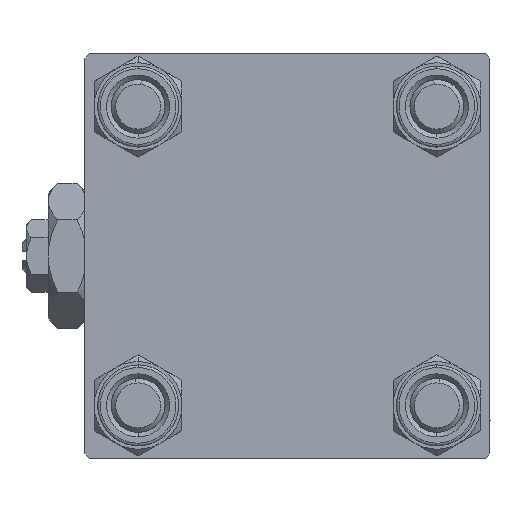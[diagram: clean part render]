
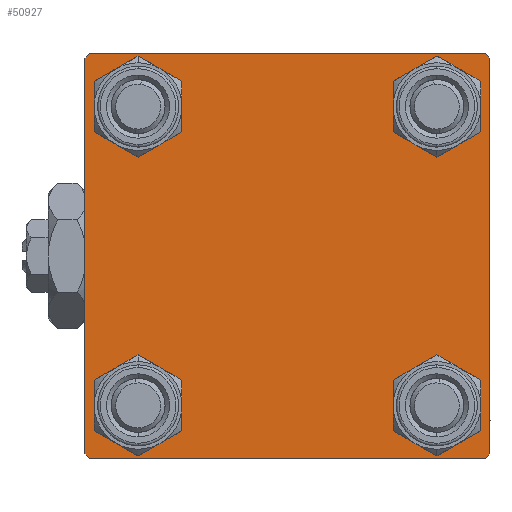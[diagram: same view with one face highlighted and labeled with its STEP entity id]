
A CAD part, left-side view. The second image highlights one B-rep face of the part: STEP entity #50927.
In plain terms, the highlighted planar face has unit normal (-1, 0, 0).
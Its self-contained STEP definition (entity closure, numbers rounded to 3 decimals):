
#367 = CARTESIAN_POINT ( 'NONE',  ( 0., -16.6, -16.6 ) ) ;
#1206 = LINE ( 'NONE', #13373, #16960 ) ;
#1254 = CARTESIAN_POINT ( 'NONE',  ( 0., 22.5, -22.5 ) ) ;
#1295 = CARTESIAN_POINT ( 'NONE',  ( 0., 0., 0. ) ) ;
#1482 = CARTESIAN_POINT ( 'NONE',  ( 0., 22.5, -22. ) ) ;
#1996 = DIRECTION ( 'NONE',  ( 1., 0., 0. ) ) ;
#2170 = VERTEX_POINT ( 'NONE', #1482 ) ;
#2772 = ORIENTED_EDGE ( 'NONE', *, *, #4972, .T. ) ;
#2912 = CARTESIAN_POINT ( 'NONE',  ( 0., -16.6, -16.6 ) ) ;
#3344 = CARTESIAN_POINT ( 'NONE',  ( 0., 16.6, -20.1 ) ) ;
#3610 = DIRECTION ( 'NONE',  ( 0., 0., 1. ) ) ;
#4054 = EDGE_CURVE ( 'NONE', #45900, #33166, #45625, .T. ) ;
#4675 = LINE ( 'NONE', #47901, #49502 ) ;
#4972 = EDGE_CURVE ( 'NONE', #35019, #26482, #6787, .T. ) ;
#4974 = VERTEX_POINT ( 'NONE', #10818 ) ;
#4983 = LINE ( 'NONE', #9439, #51816 ) ;
#5248 = EDGE_LOOP ( 'NONE', ( #22314, #19956 ) ) ;
#5532 = FACE_BOUND ( 'NONE', #20675, .T. ) ;
#5640 = CIRCLE ( 'NONE', #36909, 3.5 ) ;
#6787 = CIRCLE ( 'NONE', #7649, 3.5 ) ;
#7314 = CARTESIAN_POINT ( 'NONE',  ( 0., -16.6, 16.6 ) ) ;
#7510 = CARTESIAN_POINT ( 'NONE',  ( 0., 16.6, 13.1 ) ) ;
#7649 = AXIS2_PLACEMENT_3D ( 'NONE', #47893, #15067, #14801 ) ;
#7948 = EDGE_CURVE ( 'NONE', #27823, #4974, #26484, .T. ) ;
#8557 = DIRECTION ( 'NONE',  ( 0., 0., 1. ) ) ;
#8682 = ORIENTED_EDGE ( 'NONE', *, *, #23456, .T. ) ;
#9229 = DIRECTION ( 'NONE',  ( 0., 0., 1. ) ) ;
#9439 = CARTESIAN_POINT ( 'NONE',  ( 0., 22.25, 22.25 ) ) ;
#9629 = CARTESIAN_POINT ( 'NONE',  ( 0., 22.5, 22. ) ) ;
#10029 = DIRECTION ( 'NONE',  ( 0., 0., 1. ) ) ;
#10289 = DIRECTION ( 'NONE',  ( 1., 0., 0. ) ) ;
#10467 = EDGE_CURVE ( 'NONE', #51287, #42453, #16880, .T. ) ;
#10818 = CARTESIAN_POINT ( 'NONE',  ( 0., -22., 22.5 ) ) ;
#11017 = CARTESIAN_POINT ( 'NONE',  ( 0., -16.6, 13.1 ) ) ;
#11239 = EDGE_CURVE ( 'NONE', #44357, #28978, #4983, .T. ) ;
#12006 = DIRECTION ( 'NONE',  ( 0., 0., 1. ) ) ;
#12410 = DIRECTION ( 'NONE',  ( -1., 0., 0. ) ) ;
#13105 = EDGE_CURVE ( 'NONE', #50916, #24046, #44182, .T. ) ;
#13199 = FACE_BOUND ( 'NONE', #29658, .T. ) ;
#13373 = CARTESIAN_POINT ( 'NONE',  ( 0., -22.25, -22.25 ) ) ;
#13428 = EDGE_LOOP ( 'NONE', ( #19703, #21827 ) ) ;
#13889 = VECTOR ( 'NONE', #31651, 1000. ) ;
#14044 = CARTESIAN_POINT ( 'NONE',  ( 0., -16.6, 20.1 ) ) ;
#14119 = CARTESIAN_POINT ( 'NONE',  ( 0., 22., 22.5 ) ) ;
#14529 = VERTEX_POINT ( 'NONE', #27834 ) ;
#14729 = VECTOR ( 'NONE', #26696, 1000. ) ;
#14801 = DIRECTION ( 'NONE',  ( 0., 0., 1. ) ) ;
#14911 = VERTEX_POINT ( 'NONE', #51791 ) ;
#14934 = DIRECTION ( 'NONE',  ( 0., 0., 1. ) ) ;
#14985 = DIRECTION ( 'NONE',  ( 1., 0., 0. ) ) ;
#15067 = DIRECTION ( 'NONE',  ( 1., 0., 0. ) ) ;
#15372 = DIRECTION ( 'NONE',  ( 0., 0., -1. ) ) ;
#15408 = EDGE_CURVE ( 'NONE', #49025, #14911, #26481, .T. ) ;
#16025 = AXIS2_PLACEMENT_3D ( 'NONE', #30032, #1996, #14934 ) ;
#16506 = DIRECTION ( 'NONE',  ( 1., 0., 0. ) ) ;
#16562 = DIRECTION ( 'NONE',  ( 0., -0.707, 0.707 ) ) ;
#16849 = ORIENTED_EDGE ( 'NONE', *, *, #31893, .F. ) ;
#16880 = LINE ( 'NONE', #1254, #27246 ) ;
#16888 = DIRECTION ( 'NONE',  ( 0., 0.707, -0.707 ) ) ;
#16960 = VECTOR ( 'NONE', #16562, 1000. ) ;
#17178 = FACE_BOUND ( 'NONE', #13428, .T. ) ;
#17595 = ORIENTED_EDGE ( 'NONE', *, *, #11239, .T. ) ;
#18924 = CARTESIAN_POINT ( 'NONE',  ( 0., -22.5, 22. ) ) ;
#19451 = CIRCLE ( 'NONE', #51561, 3.5 ) ;
#19577 = DIRECTION ( 'NONE',  ( 0., -0.707, -0.707 ) ) ;
#19703 = ORIENTED_EDGE ( 'NONE', *, *, #4054, .T. ) ;
#19956 = ORIENTED_EDGE ( 'NONE', *, *, #27998, .T. ) ;
#20675 = EDGE_LOOP ( 'NONE', ( #31572, #41188 ) ) ;
#21174 = LINE ( 'NONE', #50794, #14729 ) ;
#21286 = EDGE_CURVE ( 'NONE', #2170, #51287, #4675, .T. ) ;
#21675 = DIRECTION ( 'NONE',  ( 1., 0., 0. ) ) ;
#21827 = ORIENTED_EDGE ( 'NONE', *, *, #33856, .T. ) ;
#22306 = ORIENTED_EDGE ( 'NONE', *, *, #31514, .F. ) ;
#22314 = ORIENTED_EDGE ( 'NONE', *, *, #13105, .T. ) ;
#22977 = VECTOR ( 'NONE', #38655, 1000. ) ;
#23184 = CARTESIAN_POINT ( 'NONE',  ( 0., -22.5, 22.5 ) ) ;
#23226 = ORIENTED_EDGE ( 'NONE', *, *, #21286, .T. ) ;
#23456 = EDGE_CURVE ( 'NONE', #26482, #35019, #5640, .T. ) ;
#24046 = VERTEX_POINT ( 'NONE', #3344 ) ;
#24539 = DIRECTION ( 'NONE',  ( 0., -1., 0. ) ) ;
#25371 = CARTESIAN_POINT ( 'NONE',  ( 0., 16.6, -13.1 ) ) ;
#26481 = CIRCLE ( 'NONE', #40005, 3.5 ) ;
#26482 = VERTEX_POINT ( 'NONE', #36212 ) ;
#26484 = LINE ( 'NONE', #42630, #22977 ) ;
#26696 = DIRECTION ( 'NONE',  ( 0., -1., 0. ) ) ;
#27241 = AXIS2_PLACEMENT_3D ( 'NONE', #39435, #35455, #27533 ) ;
#27246 = VECTOR ( 'NONE', #24539, 1000. ) ;
#27533 = DIRECTION ( 'NONE',  ( 0., 0., 1. ) ) ;
#27823 = VERTEX_POINT ( 'NONE', #18924 ) ;
#27834 = CARTESIAN_POINT ( 'NONE',  ( 0., -22.5, -22. ) ) ;
#27998 = EDGE_CURVE ( 'NONE', #24046, #50916, #46748, .T. ) ;
#28978 = VERTEX_POINT ( 'NONE', #9629 ) ;
#29354 = FACE_OUTER_BOUND ( 'NONE', #51669, .T. ) ;
#29369 = CARTESIAN_POINT ( 'NONE',  ( 0., 16.6, 16.6 ) ) ;
#29658 = EDGE_LOOP ( 'NONE', ( #8682, #2772 ) ) ;
#30032 = CARTESIAN_POINT ( 'NONE',  ( 0., -16.6, 16.6 ) ) ;
#30676 = AXIS2_PLACEMENT_3D ( 'NONE', #36612, #49069, #12006 ) ;
#31514 = EDGE_CURVE ( 'NONE', #27823, #14529, #43306, .T. ) ;
#31572 = ORIENTED_EDGE ( 'NONE', *, *, #48014, .T. ) ;
#31651 = DIRECTION ( 'NONE',  ( 0., 0., -1. ) ) ;
#31893 = EDGE_CURVE ( 'NONE', #44357, #4974, #21174, .T. ) ;
#32286 = CARTESIAN_POINT ( 'NONE',  ( 0., -22., -22.5 ) ) ;
#33054 = PLANE ( 'NONE',  #41399 ) ;
#33166 = VERTEX_POINT ( 'NONE', #11017 ) ;
#33856 = EDGE_CURVE ( 'NONE', #33166, #45900, #39320, .T. ) ;
#34089 = ORIENTED_EDGE ( 'NONE', *, *, #10467, .T. ) ;
#35019 = VERTEX_POINT ( 'NONE', #7510 ) ;
#35455 = DIRECTION ( 'NONE',  ( 1., 0., 0. ) ) ;
#35585 = CARTESIAN_POINT ( 'NONE',  ( 0., 22., -22.5 ) ) ;
#35737 = LINE ( 'NONE', #43961, #46283 ) ;
#36212 = CARTESIAN_POINT ( 'NONE',  ( 0., 16.6, 20.1 ) ) ;
#36612 = CARTESIAN_POINT ( 'NONE',  ( 0., 16.6, -16.6 ) ) ;
#36909 = AXIS2_PLACEMENT_3D ( 'NONE', #29369, #21675, #9229 ) ;
#38655 = DIRECTION ( 'NONE',  ( 0., 0.707, 0.707 ) ) ;
#39320 = CIRCLE ( 'NONE', #46929, 3.5 ) ;
#39435 = CARTESIAN_POINT ( 'NONE',  ( 0., 16.6, -16.6 ) ) ;
#40005 = AXIS2_PLACEMENT_3D ( 'NONE', #367, #16506, #8557 ) ;
#41089 = ORIENTED_EDGE ( 'NONE', *, *, #42334, .T. ) ;
#41188 = ORIENTED_EDGE ( 'NONE', *, *, #15408, .T. ) ;
#41399 = AXIS2_PLACEMENT_3D ( 'NONE', #1295, #12410, #45502 ) ;
#42334 = EDGE_CURVE ( 'NONE', #28978, #2170, #35737, .T. ) ;
#42453 = VERTEX_POINT ( 'NONE', #32286 ) ;
#42630 = CARTESIAN_POINT ( 'NONE',  ( 0., -22.25, 22.25 ) ) ;
#42863 = ORIENTED_EDGE ( 'NONE', *, *, #48594, .T. ) ;
#43129 = CARTESIAN_POINT ( 'NONE',  ( 0., -16.6, -20.1 ) ) ;
#43306 = LINE ( 'NONE', #23184, #13889 ) ;
#43961 = CARTESIAN_POINT ( 'NONE',  ( 0., 22.5, 22.5 ) ) ;
#44182 = CIRCLE ( 'NONE', #27241, 3.5 ) ;
#44357 = VERTEX_POINT ( 'NONE', #14119 ) ;
#45502 = DIRECTION ( 'NONE',  ( 0., 0., 1. ) ) ;
#45572 = ORIENTED_EDGE ( 'NONE', *, *, #7948, .T. ) ;
#45625 = CIRCLE ( 'NONE', #16025, 3.5 ) ;
#45900 = VERTEX_POINT ( 'NONE', #14044 ) ;
#46283 = VECTOR ( 'NONE', #15372, 1000. ) ;
#46748 = CIRCLE ( 'NONE', #30676, 3.5 ) ;
#46929 = AXIS2_PLACEMENT_3D ( 'NONE', #7314, #14985, #3610 ) ;
#47893 = CARTESIAN_POINT ( 'NONE',  ( 0., 16.6, 16.6 ) ) ;
#47901 = CARTESIAN_POINT ( 'NONE',  ( 0., 22.25, -22.25 ) ) ;
#48014 = EDGE_CURVE ( 'NONE', #14911, #49025, #19451, .T. ) ;
#48594 = EDGE_CURVE ( 'NONE', #42453, #14529, #1206, .T. ) ;
#49025 = VERTEX_POINT ( 'NONE', #43129 ) ;
#49069 = DIRECTION ( 'NONE',  ( 1., 0., 0. ) ) ;
#49502 = VECTOR ( 'NONE', #19577, 1000. ) ;
#49727 = FACE_BOUND ( 'NONE', #5248, .T. ) ;
#50794 = CARTESIAN_POINT ( 'NONE',  ( 0., 22.5, 22.5 ) ) ;
#50916 = VERTEX_POINT ( 'NONE', #25371 ) ;
#50927 = ADVANCED_FACE ( 'NONE', ( #17178, #5532, #49727, #13199, #29354 ), #33054, .T. ) ;
#51287 = VERTEX_POINT ( 'NONE', #35585 ) ;
#51561 = AXIS2_PLACEMENT_3D ( 'NONE', #2912, #10289, #10029 ) ;
#51669 = EDGE_LOOP ( 'NONE', ( #41089, #23226, #34089, #42863, #22306, #45572, #16849, #17595 ) ) ;
#51791 = CARTESIAN_POINT ( 'NONE',  ( 0., -16.6, -13.1 ) ) ;
#51816 = VECTOR ( 'NONE', #16888, 1000. ) ;
